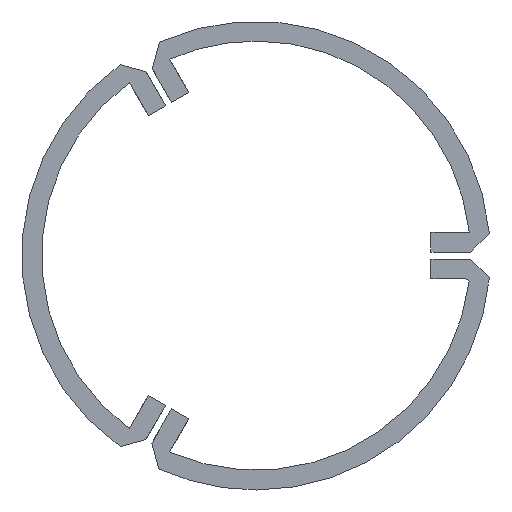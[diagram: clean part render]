
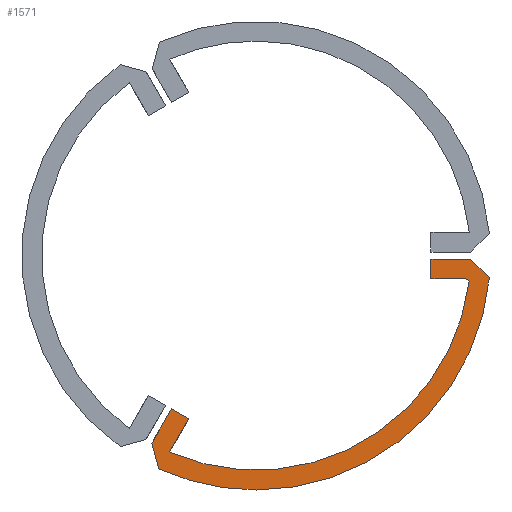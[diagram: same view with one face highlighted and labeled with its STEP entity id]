
A CAD part, front view. The second image highlights one B-rep face of the part: STEP entity #1571.
In plain terms, the highlighted planar face has unit normal (0, -1, 0).
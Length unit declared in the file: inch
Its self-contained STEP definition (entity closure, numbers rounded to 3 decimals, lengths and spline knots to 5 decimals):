
#26 = AXIS2_PLACEMENT_3D ( 'NONE', #33, #829, #1200 ) ;
#33 = CARTESIAN_POINT ( 'NONE',  ( 2.10032, 0.025, -0.29659 ) ) ;
#45 = CARTESIAN_POINT ( 'NONE',  ( 2.11094, 0.025, -0.235 ) ) ;
#46 = VERTEX_POINT ( 'NONE', #725 ) ;
#73 = DIRECTION ( 'NONE',  ( 0., 1., 0. ) ) ;
#81 = CIRCLE ( 'NONE', #26, 0.0625 ) ;
#129 = DIRECTION ( 'NONE',  ( -0.5, 0., -0.866 ) ) ;
#140 = EDGE_CURVE ( 'NONE', #225, #601, #781, .T. ) ;
#169 = VECTOR ( 'NONE', #1652, 39.37008 ) ;
#171 = CIRCLE ( 'NONE', #1323, 2.365 ) ;
#181 = CARTESIAN_POINT ( 'NONE',  ( -0.85204, 0.025, -1.54578 ) ) ;
#192 = EDGE_CURVE ( 'NONE', #463, #1172, #647, .T. ) ;
#207 = EDGE_CURVE ( 'NONE', #1024, #349, #1253, .T. ) ;
#215 = ORIENTED_EDGE ( 'NONE', *, *, #561, .F. ) ;
#219 = CARTESIAN_POINT ( 'NONE',  ( 0., 0.025, 0. ) ) ;
#225 = VERTEX_POINT ( 'NONE', #387 ) ;
#229 = CARTESIAN_POINT ( 'NONE',  ( -0.98261, 0.025, -2.15121 ) ) ;
#232 = DIRECTION ( 'NONE',  ( 0., 0., 1. ) ) ;
#265 = DIRECTION ( 'NONE',  ( -0.866, 0., 0.5 ) ) ;
#277 = DIRECTION ( 'NONE',  ( 0., 0., 1. ) ) ;
#283 = VECTOR ( 'NONE', #265, 39.37008 ) ;
#305 = CARTESIAN_POINT ( 'NONE',  ( 0., 0.025, 0. ) ) ;
#307 = AXIS2_PLACEMENT_3D ( 'NONE', #484, #1407, #232 ) ;
#309 = VECTOR ( 'NONE', #737, 39.37008 ) ;
#320 = CARTESIAN_POINT ( 'NONE',  ( 0., 0.025, -0.235 ) ) ;
#349 = VERTEX_POINT ( 'NONE', #1213 ) ;
#364 = ORIENTED_EDGE ( 'NONE', *, *, #192, .T. ) ;
#387 = CARTESIAN_POINT ( 'NONE',  ( 0., 0.025, -2.365 ) ) ;
#407 = ORIENTED_EDGE ( 'NONE', *, *, #207, .F. ) ;
#421 = DIRECTION ( 'NONE',  ( 0., -1., 0. ) ) ;
#440 = EDGE_CURVE ( 'NONE', #1002, #1024, #980, .T. ) ;
#451 = ORIENTED_EDGE ( 'NONE', *, *, #1308, .F. ) ;
#462 = CARTESIAN_POINT ( 'NONE',  ( -1.45459, 0.025, -0.38976 ) ) ;
#463 = VERTEX_POINT ( 'NONE', #181 ) ;
#484 = CARTESIAN_POINT ( 'NONE',  ( 0., 0.025, 0. ) ) ;
#503 = CIRCLE ( 'NONE', #1268, 2.165 ) ;
#543 = LINE ( 'NONE', #1174, #886 ) ;
#561 = EDGE_CURVE ( 'NONE', #349, #225, #171, .T. ) ;
#592 = VECTOR ( 'NONE', #1243, 39.37008 ) ;
#601 = VERTEX_POINT ( 'NONE', #229 ) ;
#616 = VECTOR ( 'NONE', #129, 39.37008 ) ;
#633 = CARTESIAN_POINT ( 'NONE',  ( -0.67883, 0.025, -1.64578 ) ) ;
#639 = ORIENTED_EDGE ( 'NONE', *, *, #1218, .F. ) ;
#647 = LINE ( 'NONE', #782, #703 ) ;
#655 = FACE_OUTER_BOUND ( 'NONE', #934, .T. ) ;
#667 = ORIENTED_EDGE ( 'NONE', *, *, #1048, .T. ) ;
#703 = VECTOR ( 'NONE', #792, 39.37008 ) ;
#725 = CARTESIAN_POINT ( 'NONE',  ( -0.87259, 0.025, -1.98137 ) ) ;
#730 = AXIS2_PLACEMENT_3D ( 'NONE', #219, #1302, #1680 ) ;
#737 = DIRECTION ( 'NONE',  ( 1., 0., 0. ) ) ;
#763 = CARTESIAN_POINT ( 'NONE',  ( 0.20352, 0.025, -0.1175 ) ) ;
#768 = LINE ( 'NONE', #763, #616 ) ;
#781 = CIRCLE ( 'NONE', #307, 2.365 ) ;
#782 = CARTESIAN_POINT ( 'NONE',  ( 0.03031, 0.025, -0.0175 ) ) ;
#792 = DIRECTION ( 'NONE',  ( -0.5, 0., -0.866 ) ) ;
#829 = DIRECTION ( 'NONE',  ( 0., -1., 0. ) ) ;
#842 = EDGE_CURVE ( 'NONE', #1002, #1497, #543, .T. ) ;
#851 = EDGE_CURVE ( 'NONE', #1600, #463, #1609, .T. ) ;
#868 = CARTESIAN_POINT ( 'NONE',  ( 1.7647, 0.025, -0.035 ) ) ;
#886 = VECTOR ( 'NONE', #1448, 39.37008 ) ;
#901 = ORIENTED_EDGE ( 'NONE', *, *, #851, .T. ) ;
#904 = DIRECTION ( 'NONE',  ( 0., 0., 1. ) ) ;
#934 = EDGE_LOOP ( 'NONE', ( #407, #1643, #1669, #1009, #639, #451, #1604, #901, #364, #667, #1564, #215 ) ) ;
#980 = LINE ( 'NONE', #1627, #309 ) ;
#981 = LINE ( 'NONE', #320, #592 ) ;
#990 = DIRECTION ( 'NONE',  ( 0.259, 0., -0.966 ) ) ;
#1002 = VERTEX_POINT ( 'NONE', #868 ) ;
#1009 = ORIENTED_EDGE ( 'NONE', *, *, #1478, .F. ) ;
#1024 = VERTEX_POINT ( 'NONE', #1632 ) ;
#1046 = CARTESIAN_POINT ( 'NONE',  ( 1.06483, 0.025, 1.06483 ) ) ;
#1048 = EDGE_CURVE ( 'NONE', #1172, #601, #1389, .T. ) ;
#1122 = CARTESIAN_POINT ( 'NONE',  ( 1.7647, 0.025, -0.235 ) ) ;
#1145 = PLANE ( 'NONE',  #730 ) ;
#1164 = CARTESIAN_POINT ( 'NONE',  ( 0., 0.025, 0. ) ) ;
#1172 = VERTEX_POINT ( 'NONE', #1683 ) ;
#1174 = CARTESIAN_POINT ( 'NONE',  ( 1.7647, 0.025, 0. ) ) ;
#1189 = EDGE_CURVE ( 'NONE', #1600, #46, #768, .T. ) ;
#1200 = DIRECTION ( 'NONE',  ( 0., 0., 1. ) ) ;
#1213 = CARTESIAN_POINT ( 'NONE',  ( 2.35431, 0.025, -0.22464 ) ) ;
#1218 = EDGE_CURVE ( 'NONE', #1319, #1455, #81, .T. ) ;
#1243 = DIRECTION ( 'NONE',  ( -1., 0., 0. ) ) ;
#1253 = LINE ( 'NONE', #1046, #169 ) ;
#1268 = AXIS2_PLACEMENT_3D ( 'NONE', #305, #421, #277 ) ;
#1302 = DIRECTION ( 'NONE',  ( 0., 1., 0. ) ) ;
#1308 = EDGE_CURVE ( 'NONE', #46, #1319, #503, .T. ) ;
#1319 = VERTEX_POINT ( 'NONE', #1603 ) ;
#1323 = AXIS2_PLACEMENT_3D ( 'NONE', #1164, #73, #904 ) ;
#1324 = CARTESIAN_POINT ( 'NONE',  ( -0.88235, 0.025, -1.52828 ) ) ;
#1327 = VECTOR ( 'NONE', #990, 39.37008 ) ;
#1389 = LINE ( 'NONE', #462, #1327 ) ;
#1407 = DIRECTION ( 'NONE',  ( 0., 1., 0. ) ) ;
#1448 = DIRECTION ( 'NONE',  ( 0., 0., -1. ) ) ;
#1455 = VERTEX_POINT ( 'NONE', #45 ) ;
#1478 = EDGE_CURVE ( 'NONE', #1455, #1497, #981, .T. ) ;
#1497 = VERTEX_POINT ( 'NONE', #1122 ) ;
#1564 = ORIENTED_EDGE ( 'NONE', *, *, #140, .F. ) ;
#1571 = ADVANCED_FACE ( 'NONE', ( #655 ), #1145, .F. ) ;
#1600 = VERTEX_POINT ( 'NONE', #633 ) ;
#1603 = CARTESIAN_POINT ( 'NONE',  ( 2.14956, 0.025, -0.25809 ) ) ;
#1604 = ORIENTED_EDGE ( 'NONE', *, *, #1189, .F. ) ;
#1609 = LINE ( 'NONE', #1324, #283 ) ;
#1627 = CARTESIAN_POINT ( 'NONE',  ( 0., 0.025, -0.035 ) ) ;
#1632 = CARTESIAN_POINT ( 'NONE',  ( 2.16466, 0.025, -0.035 ) ) ;
#1643 = ORIENTED_EDGE ( 'NONE', *, *, #440, .F. ) ;
#1652 = DIRECTION ( 'NONE',  ( 0.707, 0., -0.707 ) ) ;
#1669 = ORIENTED_EDGE ( 'NONE', *, *, #842, .T. ) ;
#1680 = DIRECTION ( 'NONE',  ( 0., 0., 1. ) ) ;
#1683 = CARTESIAN_POINT ( 'NONE',  ( -1.05202, 0.025, -1.89215 ) ) ;
